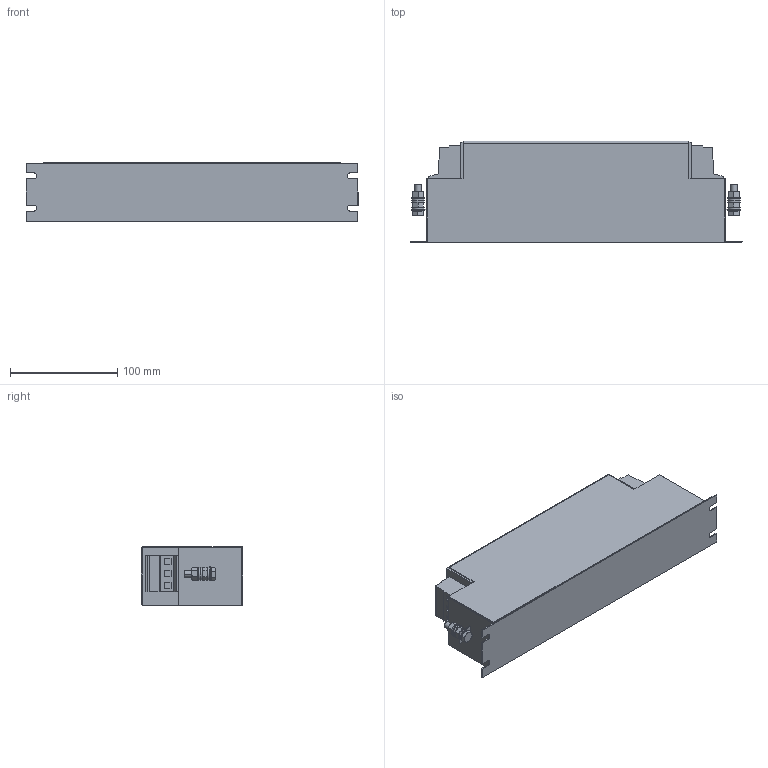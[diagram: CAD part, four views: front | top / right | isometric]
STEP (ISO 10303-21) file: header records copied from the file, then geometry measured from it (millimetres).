
FILE_DESCRIPTION (( 'STEP AP214' ), '1' );
FILE_NAME ('214850.STEP', '2020-05-28T22:13:23', ( '' ), ( '' ), 'SwSTEP 2.0', 'SolidWorks 2018', '' );
FILE_SCHEMA (( 'AUTOMOTIVE_DESIGN' ));
Length unit declared in the file: millimetre
Products named in the file (1): 214850
Bounding box: 310 x 95 x 55 mm (x, y, z)
Volume: 1385665.2 mm3; surface area: 98460.8 mm2
Topology: 1 solids, 1 shells, 455 faces, 1179 edges, 702 vertices
Faces by surface type: plane 282, cone 64, cylinder 53, bspline 48, torus 8
Entity records: 14617 total; most frequent: CARTESIAN_POINT 4169, ORIENTED_EDGE 2262, DIRECTION 1993, EDGE_CURVE 1131, VERTEX_POINT 702, AXIS2_PLACEMENT_3D 686, VECTOR 621, LINE 621
